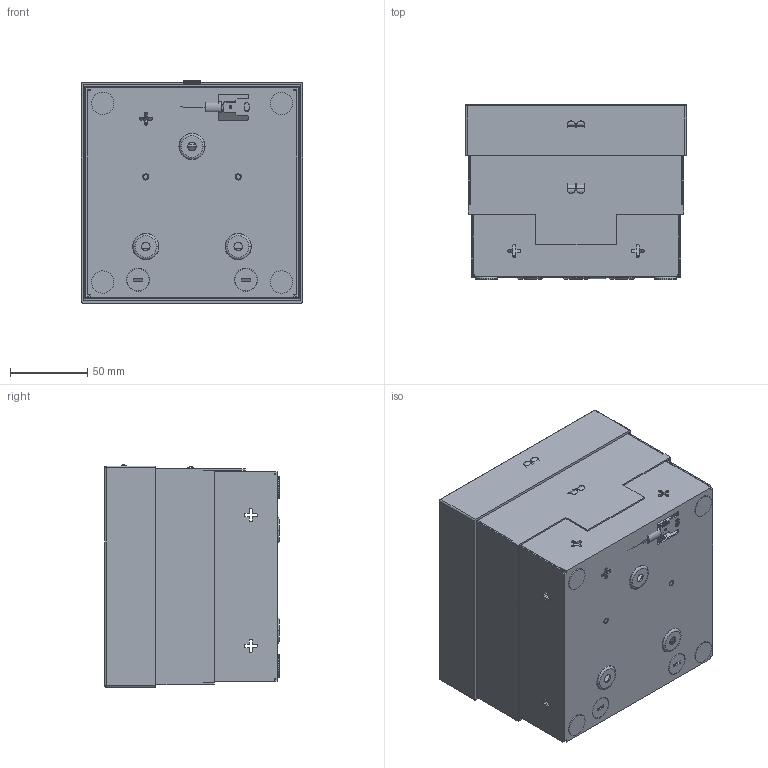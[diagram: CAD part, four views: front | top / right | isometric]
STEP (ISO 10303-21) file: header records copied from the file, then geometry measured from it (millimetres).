
FILE_DESCRIPTION (( 'STEP AP214' ), '1' );
FILE_NAME ('7368326.STEP', '2020-02-14T14:03:10', ( '' ), ( '' ), 'SwSTEP 2.0', 'SolidWorks 2018', '' );
FILE_SCHEMA (( 'AUTOMOTIVE_DESIGN' ));
Length unit declared in the file: millimetre
Products named in the file (45): 121661_39412572 (Edelstahl); 42576c_Standard; 35104466_Standard; 121682; P_39410286_3_Standard; P_40949508_6_Standard; P_39410286_2_Standard; P_39411020_1_Standard; 132771_Standard; 35011900_mit Selbstsichrungseinsatz; 120953_Standard; 121007_39412560 (Edelstahl); 133671_abgebogener Erdungsanschluss; P_39410286_1_Standard; 35104390_Standard; 42389C_Einbausituation GE2; 7368326; P_39410282_12_Standard; 044406_Standard; 136471; 132772_Standard; 077657_Standard; 136932; 043999_Standard; 044679_Standard; 099620_35mm f〉 Schnurrausl. GE2V; 132892_39412594 (f〉 Griffb“el, vernickelt); 127291; 05052808_Standard; P_4038207_1_Standard; 132893_39412596 (Griffb“el, VA); 157654; 134251_Standard; 127071; 121678; P_39410282_13_Standard; 044040_Standard; 121679T1_39412574 (Edelstah); 047858_Standard; 52058G8_Standard ...
Assembly tree (64 placements, depth 4):
  7368326
    133671_abgebogener Erdungsanschluss
      120937_abgebogener Erdungsanschluss
      127071
      127291
    121007_39412560 (Edelstahl)
      120953_Standard
      121005_39412560 T1 (Edelstahl)
      42389C_Einbausituation GE2  x4
    121682
      121661_39412572 (Edelstahl)
      121678
      121679_39412574 (Edelstahl)
        121679T1_39412574 (Edelstah)
        05052808_Standard  x2
        P_4038207_1_Standard
      132772_Standard
        132892_39412594 (f〉 Griffb“el, vernickelt)
        099620_35mm f〉 Schnurrausl. GE2V  x2
        132893_39412596 (Griffb“el, VA)
        132771_Standard
        134251_Standard
      35104390_Standard  x2
      42576c_Standard  x4
      35011900_mit Selbstsichrungseinsatz  x2
      P_39411020_1_Standard
      134251_Standard
      P_40949508_6_Standard
    127272_Standard
    136471
    136932
    52058G8_Standard  x4
    35104466_Standard  x4
    P_39411020_1_Standard
    044406_Standard
      047858_Standard
        044022_VDE
        043999_Standard  x2
      077657_Standard
        044040_Standard
        044679_Standard  x2
    P_39410282_13_Standard
      P_39410282_12_Standard
      P_39410286_3_Standard
        P_39410286_1_Standard
        P_39410286_2_Standard
    157654
Bounding box: 143.5 x 113.5 x 144.36 mm (x, y, z)
Volume: 396450.8 mm3; surface area: 546338.2 mm2
Topology: 56 solids, 56 shells, 3194 faces, 8650 edges, 5579 vertices
Faces by surface type: plane 1944, cylinder 835, torus 139, cone 128, bspline 124, sphere 24
Entity records: 90207 total; most frequent: CARTESIAN_POINT 19019, ORIENTED_EDGE 13352, DIRECTION 12583, EDGE_CURVE 6676, VECTOR 4705, LINE 4705, VERTEX_POINT 4343, AXIS2_PLACEMENT_3D 3939
